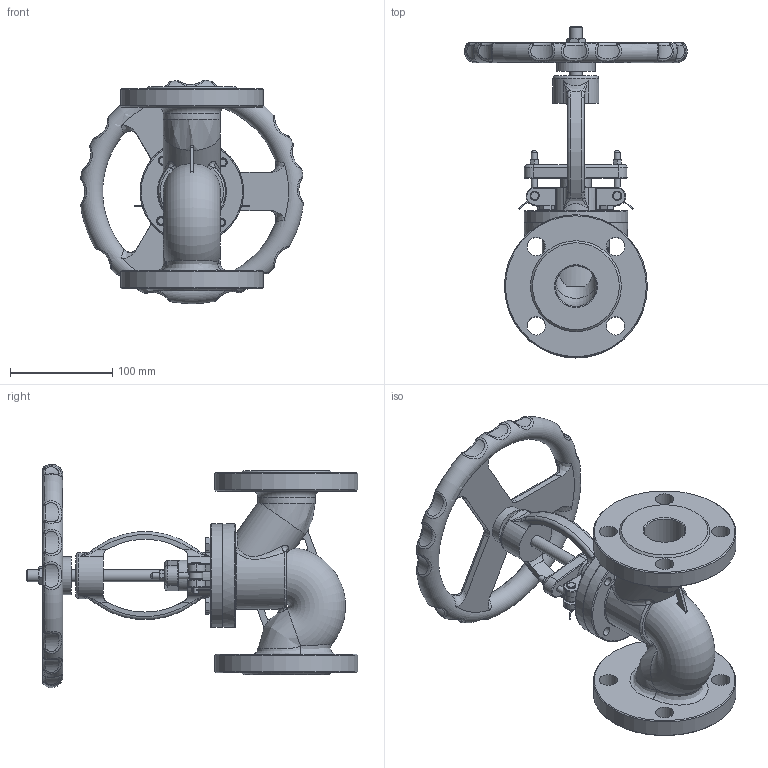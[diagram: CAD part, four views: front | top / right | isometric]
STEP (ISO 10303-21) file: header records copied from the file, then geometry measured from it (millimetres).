
FILE_DESCRIPTION(/* description */ (''),/* implementation_level */ '2;1');
FILE_NAME(/* name */ 'DN40_3D_STEP.stp',/* time_stamp */ '2025-04-20T14:47:09+03:00',/* author */ ('igorr'),/* organization */ (''),/* preprocessor_version */ 'ST-DEVELOPER v20',/* originating_system */ 'Autodesk Inventor 2025',/* authorisation */ '');
FILE_SCHEMA (('AUTOMOTIVE_DESIGN { 1 0 10303 214 3 1 1 }'));
Length unit declared in the file: millimetre
Products named in the file (6): Сборка1; Деталь1; Деталь2; ANSI B18.2.4.2M - M5x0,8; ANSI B18.2.4.2M - M10x1,5; AS 1110 - M8 x 12
Assembly tree (9 placements, depth 2):
  Сборка1
    Деталь1
    Деталь2
    ANSI B18.2.4.2M - M5x0,8  x2
    ANSI B18.2.4.2M - M10x1,5
    AS 1110 - M8 x 12  x4
Bounding box: 218.08 x 325 x 218.82 mm (x, y, z)
Volume: 1544754.7 mm3; surface area: 283968.9 mm2
Topology: 9 solids, 9 shells, 675 faces, 1592 edges, 950 vertices
Faces by surface type: plane 205, cylinder 156, bspline 122, torus 81, cone 81, sphere 30
Full cylindrical faces by diameter (mm): 1.05 x2, 1.5 x2, 4.134 x2, 4.5 x4, 6 x6, 8 x4, 8.376 x1, 8.751 x8, 9 x2, 12 x3, 13 x4, 15 x1, 18 x8, 24 x1, 30 x1, 37.5 x2, 40 x3, 45 x1, 56 x2, 101.391 x2, 140 x2
Entity records: 28320 total; most frequent: CARTESIAN_POINT 14728, ORIENTED_EDGE 2738, DIRECTION 2607, EDGE_CURVE 1369, AXIS2_PLACEMENT_3D 1127, VERTEX_POINT 831, EDGE_LOOP 674, CIRCLE 627
